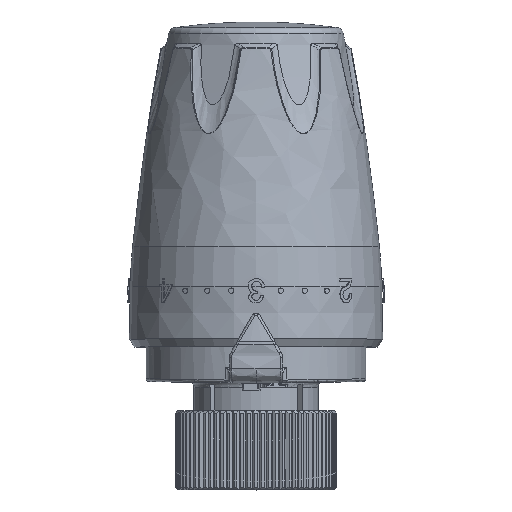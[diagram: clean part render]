
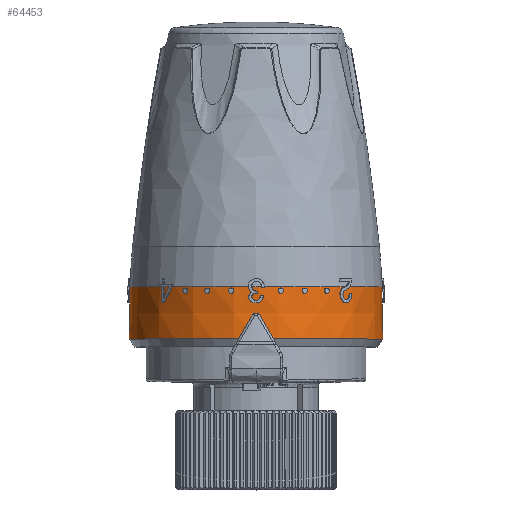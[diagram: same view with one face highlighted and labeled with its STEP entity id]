
A CAD part, top view. The second image highlights one B-rep face of the part: STEP entity #64453.
In plain terms, the highlighted conical face has half-angle 1 degrees and reference radius 23.888 mm.
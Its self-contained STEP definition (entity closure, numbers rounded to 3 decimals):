
#20994=CARTESIAN_POINT('',(0.,-3.625,0.));
#20995=DIRECTION('',(0.,1.,0.));
#20996=DIRECTION('',(-1.,0.,0.));
#20997=AXIS2_PLACEMENT_3D('',#20994,#20995,#20996);
#21024=CARTESIAN_POINT('',(0.,6.243,0.));
#21025=DIRECTION('',(0.,-1.,0.));
#21026=DIRECTION('',(1.,0.,0.));
#21027=AXIS2_PLACEMENT_3D('',#21024,#21025,#21026);
#21039=DIRECTION('',(0.017,-1.,0.));
#21040=VECTOR('',#21039,9.87);
#21041=CARTESIAN_POINT('',(23.802,6.243,
0.));
#21042=LINE('',#21041,#21040);
#21043=DIRECTION('',(-0.017,-1.,0.));
#21044=VECTOR('',#21043,9.87);
#21045=CARTESIAN_POINT('',(-23.802,6.243,
0.));
#21046=LINE('',#21045,#21044);
#41134=CARTESIAN_POINT('',(-23.802,6.243,0.));
#41135=CARTESIAN_POINT('',(23.802,6.243,0.));
#41136=VERTEX_POINT('',#41134);
#41137=VERTEX_POINT('',#41135);
#41142=CARTESIAN_POINT('',(23.974,-3.625,0.));
#41143=VERTEX_POINT('',#41142);
#41144=CARTESIAN_POINT('',(-23.974,-3.625,0.));
#41145=VERTEX_POINT('',#41144);
#64442=CARTESIAN_POINT('',(0.,1.309,0.));
#64443=DIRECTION('',(0.,-1.,0.));
#64444=DIRECTION('',(-1.,0.,0.));
#64445=AXIS2_PLACEMENT_3D('',#64442,#64443,#64444);
#64446=CONICAL_SURFACE('',#64445,23.888,1.);
#64447=ORIENTED_EDGE('',*,*,#64433,.F.);
#64448=ORIENTED_EDGE('',*,*,#64360,.T.);
#64449=ORIENTED_EDGE('',*,*,#64341,.F.);
#64450=ORIENTED_EDGE('',*,*,#64357,.F.);
#64451=EDGE_LOOP('',(#64447,#64448,#64449,#64450));
#64452=FACE_OUTER_BOUND('',#64451,.F.);
#64453=ADVANCED_FACE('',(#64452),#64446,.T.);
#20998=CIRCLE('',#20997,23.974);
#21028=CIRCLE('',#21027,23.802);
#64341=EDGE_CURVE('',#41145,#41143,#20998,.T.);
#64357=EDGE_CURVE('',#41136,#41145,#21046,.T.);
#64360=EDGE_CURVE('',#41137,#41143,#21042,.T.);
#64433=EDGE_CURVE('',#41137,#41136,#21028,.T.);
